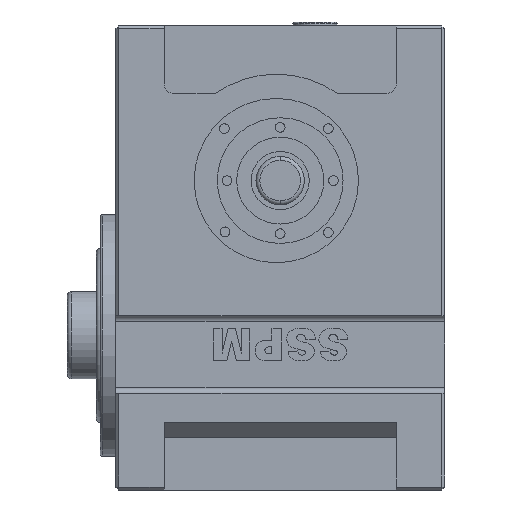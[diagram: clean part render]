
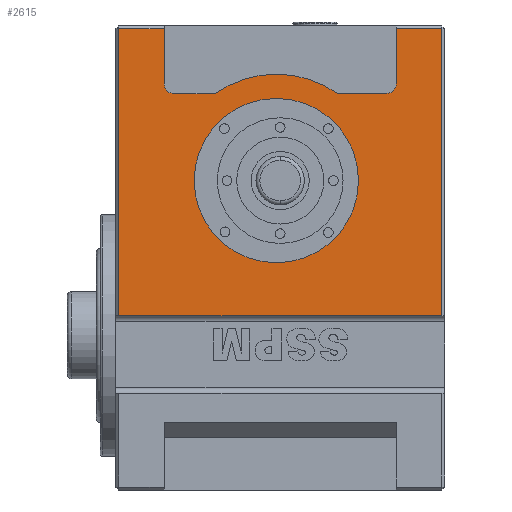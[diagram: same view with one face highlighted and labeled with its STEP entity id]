
A CAD part, left-side view. The second image highlights one B-rep face of the part: STEP entity #2615.
In plain terms, the highlighted planar face has unit normal (-1, 0, 0).
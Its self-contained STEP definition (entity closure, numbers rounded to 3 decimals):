
#244 = EDGE_CURVE ( 'NONE', #13491, #10460, #10119, .T. ) ;
#366 = LINE ( 'NONE', #1122, #3016 ) ;
#414 = ORIENTED_EDGE ( 'NONE', *, *, #14047, .T. ) ;
#449 = EDGE_LOOP ( 'NONE', ( #2681, #3341, #11675, #11969, #4252, #4185, #9135, #2973, #414, #15503, #11808, #12962, #8123 ) ) ;
#494 = DIRECTION ( 'NONE',  ( 0., 1., 0. ) ) ;
#609 = AXIS2_PLACEMENT_3D ( 'NONE', #11017, #1901, #13785 ) ;
#967 = CARTESIAN_POINT ( 'NONE',  ( -160., 25., 0. ) ) ;
#1122 = CARTESIAN_POINT ( 'NONE',  ( -160., 170., -1.5 ) ) ;
#1541 = DIRECTION ( 'NONE',  ( 0., 1., 0. ) ) ;
#1851 = PLANE ( 'NONE',  #13306 ) ;
#1900 = VERTEX_POINT ( 'NONE', #9783 ) ;
#1901 = DIRECTION ( 'NONE',  ( 1., 0., 0. ) ) ;
#2119 = EDGE_CURVE ( 'NONE', #1900, #5939, #13031, .T. ) ;
#2615 = ADVANCED_FACE ( 'NONE', ( #15940, #15350 ), #1851, .F. ) ;
#2681 = ORIENTED_EDGE ( 'NONE', *, *, #4214, .F. ) ;
#2761 = CARTESIAN_POINT ( 'NONE',  ( -160., 87., -80. ) ) ;
#2843 = CARTESIAN_POINT ( 'NONE',  ( -160., 55.377, -35. ) ) ;
#2950 = VERTEX_POINT ( 'NONE', #7777 ) ;
#2973 = ORIENTED_EDGE ( 'NONE', *, *, #244, .T. ) ;
#2998 = CIRCLE ( 'NONE', #609, 5. ) ;
#3016 = VECTOR ( 'NONE', #16791, 1000. ) ;
#3150 = VERTEX_POINT ( 'NONE', #4294 ) ;
#3208 = DIRECTION ( 'NONE',  ( 0., 1., 0. ) ) ;
#3265 = CARTESIAN_POINT ( 'NONE',  ( -160., 87., -25. ) ) ;
#3341 = ORIENTED_EDGE ( 'NONE', *, *, #2119, .T. ) ;
#3404 = EDGE_LOOP ( 'NONE', ( #15335, #8948 ) ) ;
#3750 = CARTESIAN_POINT ( 'NONE',  ( -160., 168.5, -150. ) ) ;
#3845 = VECTOR ( 'NONE', #6036, 1000. ) ;
#3945 = LINE ( 'NONE', #2843, #14060 ) ;
#4185 = ORIENTED_EDGE ( 'NONE', *, *, #9456, .T. ) ;
#4214 = EDGE_CURVE ( 'NONE', #1900, #8538, #13826, .T. ) ;
#4252 = ORIENTED_EDGE ( 'NONE', *, *, #13032, .T. ) ;
#4292 = DIRECTION ( 'NONE',  ( -1., 0., 0. ) ) ;
#4294 = CARTESIAN_POINT ( 'NONE',  ( -160., 145., -30. ) ) ;
#4495 = CARTESIAN_POINT ( 'NONE',  ( -160., 170., 0. ) ) ;
#5202 = CARTESIAN_POINT ( 'NONE',  ( -160., 1.5, 0. ) ) ;
#5397 = DIRECTION ( 'NONE',  ( 1., 0., 0. ) ) ;
#5641 = EDGE_CURVE ( 'NONE', #2950, #8538, #13642, .T. ) ;
#5939 = VERTEX_POINT ( 'NONE', #7507 ) ;
#6036 = DIRECTION ( 'NONE',  ( 0., 0., 1. ) ) ;
#6103 = CARTESIAN_POINT ( 'NONE',  ( -160., 145., 0. ) ) ;
#6176 = CARTESIAN_POINT ( 'NONE',  ( -160., 145., -1.5 ) ) ;
#6229 = VERTEX_POINT ( 'NONE', #9776 ) ;
#6521 = DIRECTION ( 'NONE',  ( 1., 0., 0. ) ) ;
#6597 = DIRECTION ( 'NONE',  ( 0., 1., 0. ) ) ;
#6650 = VECTOR ( 'NONE', #3208, 1000. ) ;
#6777 = LINE ( 'NONE', #6103, #3845 ) ;
#6801 = VERTEX_POINT ( 'NONE', #6176 ) ;
#7039 = VECTOR ( 'NONE', #6597, 1000. ) ;
#7211 = CIRCLE ( 'NONE', #15060, 42.5 ) ;
#7361 = AXIS2_PLACEMENT_3D ( 'NONE', #16172, #4292, #12311 ) ;
#7388 = EDGE_CURVE ( 'NONE', #3150, #6801, #6777, .T. ) ;
#7507 = CARTESIAN_POINT ( 'NONE',  ( -160., 1.5, -1.5 ) ) ;
#7592 = EDGE_CURVE ( 'NONE', #6801, #2950, #366, .T. ) ;
#7685 = DIRECTION ( 'NONE',  ( 0., 0., -1. ) ) ;
#7774 = CIRCLE ( 'NONE', #13291, 5. ) ;
#7777 = CARTESIAN_POINT ( 'NONE',  ( -160., 168.5, -1.5 ) ) ;
#7924 = CARTESIAN_POINT ( 'NONE',  ( -160., 87., -37.5 ) ) ;
#8123 = ORIENTED_EDGE ( 'NONE', *, *, #5641, .T. ) ;
#8204 = DIRECTION ( 'NONE',  ( 0., 0., -1. ) ) ;
#8323 = DIRECTION ( 'NONE',  ( 1., 0., 0. ) ) ;
#8416 = CIRCLE ( 'NONE', #11309, 55. ) ;
#8462 = CARTESIAN_POINT ( 'NONE',  ( -160., 118.623, -35. ) ) ;
#8538 = VERTEX_POINT ( 'NONE', #3750 ) ;
#8624 = VERTEX_POINT ( 'NONE', #13379 ) ;
#8642 = CARTESIAN_POINT ( 'NONE',  ( -160., 87., -122.5 ) ) ;
#8676 = VECTOR ( 'NONE', #9351, 1000. ) ;
#8738 = EDGE_CURVE ( 'NONE', #16415, #13445, #14611, .T. ) ;
#8948 = ORIENTED_EDGE ( 'NONE', *, *, #11483, .T. ) ;
#9135 = ORIENTED_EDGE ( 'NONE', *, *, #12448, .T. ) ;
#9351 = DIRECTION ( 'NONE',  ( 0., 0., -1. ) ) ;
#9398 = CARTESIAN_POINT ( 'NONE',  ( -160., 55.377, -35. ) ) ;
#9456 = EDGE_CURVE ( 'NONE', #9694, #15116, #3945, .T. ) ;
#9538 = EDGE_CURVE ( 'NONE', #5939, #6229, #13635, .T. ) ;
#9694 = VERTEX_POINT ( 'NONE', #10473 ) ;
#9776 = CARTESIAN_POINT ( 'NONE',  ( -160., 25., -1.5 ) ) ;
#9783 = CARTESIAN_POINT ( 'NONE',  ( -160., 1.5, -150. ) ) ;
#9997 = CARTESIAN_POINT ( 'NONE',  ( -160., 140., -35. ) ) ;
#10119 = CIRCLE ( 'NONE', #7361, 55. ) ;
#10170 = AXIS2_PLACEMENT_3D ( 'NONE', #2761, #16136, #8204 ) ;
#10320 = VECTOR ( 'NONE', #15507, 1000. ) ;
#10397 = CARTESIAN_POINT ( 'NONE',  ( -160., 140., -35. ) ) ;
#10460 = VERTEX_POINT ( 'NONE', #8462 ) ;
#10473 = CARTESIAN_POINT ( 'NONE',  ( -160., 30., -35. ) ) ;
#10518 = EDGE_CURVE ( 'NONE', #6229, #8624, #10541, .T. ) ;
#10541 = LINE ( 'NONE', #967, #10320 ) ;
#10583 = DIRECTION ( 'NONE',  ( -1., 0., 0. ) ) ;
#11017 = CARTESIAN_POINT ( 'NONE',  ( -160., 30., -30. ) ) ;
#11233 = VERTEX_POINT ( 'NONE', #9997 ) ;
#11309 = AXIS2_PLACEMENT_3D ( 'NONE', #11843, #10583, #12015 ) ;
#11483 = EDGE_CURVE ( 'NONE', #13445, #16415, #7211, .T. ) ;
#11675 = ORIENTED_EDGE ( 'NONE', *, *, #9538, .T. ) ;
#11808 = ORIENTED_EDGE ( 'NONE', *, *, #7388, .T. ) ;
#11843 = CARTESIAN_POINT ( 'NONE',  ( -160., 87., -80. ) ) ;
#11939 = VECTOR ( 'NONE', #16624, 1000. ) ;
#11969 = ORIENTED_EDGE ( 'NONE', *, *, #10518, .T. ) ;
#12015 = DIRECTION ( 'NONE',  ( 0., 0., -1. ) ) ;
#12311 = DIRECTION ( 'NONE',  ( 0., 0., -1. ) ) ;
#12448 = EDGE_CURVE ( 'NONE', #15116, #13491, #8416, .T. ) ;
#12605 = LINE ( 'NONE', #10397, #7039 ) ;
#12926 = EDGE_CURVE ( 'NONE', #11233, #3150, #7774, .T. ) ;
#12962 = ORIENTED_EDGE ( 'NONE', *, *, #7592, .T. ) ;
#13031 = LINE ( 'NONE', #5202, #15145 ) ;
#13032 = EDGE_CURVE ( 'NONE', #8624, #9694, #2998, .T. ) ;
#13291 = AXIS2_PLACEMENT_3D ( 'NONE', #14429, #6521, #7685 ) ;
#13299 = CARTESIAN_POINT ( 'NONE',  ( -160., 87., -80. ) ) ;
#13306 = AXIS2_PLACEMENT_3D ( 'NONE', #4495, #8323, #494 ) ;
#13379 = CARTESIAN_POINT ( 'NONE',  ( -160., 25., -30. ) ) ;
#13445 = VERTEX_POINT ( 'NONE', #8642 ) ;
#13491 = VERTEX_POINT ( 'NONE', #3265 ) ;
#13635 = LINE ( 'NONE', #13963, #6650 ) ;
#13642 = LINE ( 'NONE', #14607, #8676 ) ;
#13785 = DIRECTION ( 'NONE',  ( 0., 0., -1. ) ) ;
#13826 = LINE ( 'NONE', #15225, #11939 ) ;
#13963 = CARTESIAN_POINT ( 'NONE',  ( -160., 170., -1.5 ) ) ;
#14047 = EDGE_CURVE ( 'NONE', #10460, #11233, #12605, .T. ) ;
#14060 = VECTOR ( 'NONE', #1541, 1000. ) ;
#14429 = CARTESIAN_POINT ( 'NONE',  ( -160., 140., -30. ) ) ;
#14607 = CARTESIAN_POINT ( 'NONE',  ( -160., 168.5, -150. ) ) ;
#14611 = CIRCLE ( 'NONE', #10170, 42.5 ) ;
#15060 = AXIS2_PLACEMENT_3D ( 'NONE', #13299, #5397, #17045 ) ;
#15116 = VERTEX_POINT ( 'NONE', #9398 ) ;
#15145 = VECTOR ( 'NONE', #15675, 1000. ) ;
#15225 = CARTESIAN_POINT ( 'NONE',  ( -160., 0., -150. ) ) ;
#15335 = ORIENTED_EDGE ( 'NONE', *, *, #8738, .T. ) ;
#15350 = FACE_BOUND ( 'NONE', #3404, .T. ) ;
#15503 = ORIENTED_EDGE ( 'NONE', *, *, #12926, .T. ) ;
#15507 = DIRECTION ( 'NONE',  ( 0., 0., -1. ) ) ;
#15675 = DIRECTION ( 'NONE',  ( 0., 0., 1. ) ) ;
#15940 = FACE_OUTER_BOUND ( 'NONE', #449, .T. ) ;
#16136 = DIRECTION ( 'NONE',  ( 1., 0., 0. ) ) ;
#16172 = CARTESIAN_POINT ( 'NONE',  ( -160., 87., -80. ) ) ;
#16415 = VERTEX_POINT ( 'NONE', #7924 ) ;
#16624 = DIRECTION ( 'NONE',  ( 0., 1., 0. ) ) ;
#16791 = DIRECTION ( 'NONE',  ( 0., 1., 0. ) ) ;
#17045 = DIRECTION ( 'NONE',  ( 0., 0., -1. ) ) ;
